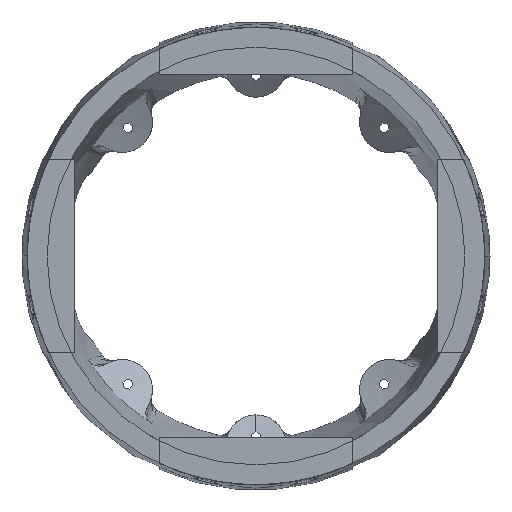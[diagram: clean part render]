
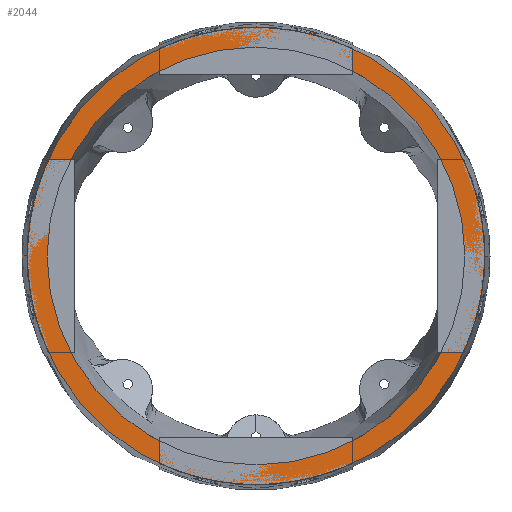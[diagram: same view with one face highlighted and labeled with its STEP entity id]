
A CAD part, front view. The second image highlights one B-rep face of the part: STEP entity #2044.
In plain terms, the highlighted planar face has unit normal (0, -1, 0).
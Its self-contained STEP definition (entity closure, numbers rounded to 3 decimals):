
#167 = CARTESIAN_POINT ( 'NONE',  ( 0., 325., 0. ) ) ;
#323 = AXIS2_PLACEMENT_3D ( 'NONE', #167, #875, #3357 ) ;
#448 = CIRCLE ( 'NONE', #4339, 51.882 ) ;
#610 = AXIS2_PLACEMENT_3D ( 'NONE', #1770, #3078, #6147 ) ;
#708 = AXIS2_PLACEMENT_3D ( 'NONE', #2463, #1795, #6737 ) ;
#875 = DIRECTION ( 'NONE',  ( 0., -1., 0. ) ) ;
#1299 = ORIENTED_EDGE ( 'NONE', *, *, #3348, .F. ) ;
#1381 = FACE_BOUND ( 'NONE', #5741, .T. ) ;
#1703 = ORIENTED_EDGE ( 'NONE', *, *, #3142, .T. ) ;
#1770 = CARTESIAN_POINT ( 'NONE',  ( 0., 325., 0. ) ) ;
#1795 = DIRECTION ( 'NONE',  ( 0., -1., 0. ) ) ;
#1797 = EDGE_CURVE ( 'NONE', #2431, #5505, #1886, .T. ) ;
#1886 = CIRCLE ( 'NONE', #323, 56.893 ) ;
#2044 = ADVANCED_FACE ( 'NONE', ( #4526, #1381 ), #6340, .F. ) ;
#2323 = VERTEX_POINT ( 'NONE', #3899 ) ;
#2431 = VERTEX_POINT ( 'NONE', #4558 ) ;
#2463 = CARTESIAN_POINT ( 'NONE',  ( 0., 325., 0. ) ) ;
#2471 = EDGE_LOOP ( 'NONE', ( #1703, #4015 ) ) ;
#3048 = CIRCLE ( 'NONE', #708, 56.893 ) ;
#3078 = DIRECTION ( 'NONE',  ( 0., -1., 0. ) ) ;
#3142 = EDGE_CURVE ( 'NONE', #5505, #2431, #3048, .T. ) ;
#3348 = EDGE_CURVE ( 'NONE', #2323, #4284, #448, .T. ) ;
#3357 = DIRECTION ( 'NONE',  ( 0., 0., -1. ) ) ;
#3899 = CARTESIAN_POINT ( 'NONE',  ( -51.882, 325., 0. ) ) ;
#3954 = DIRECTION ( 'NONE',  ( 0., 1., 0. ) ) ;
#4015 = ORIENTED_EDGE ( 'NONE', *, *, #1797, .T. ) ;
#4284 = VERTEX_POINT ( 'NONE', #7674 ) ;
#4339 = AXIS2_PLACEMENT_3D ( 'NONE', #5958, #7786, #7824 ) ;
#4405 = CARTESIAN_POINT ( 'NONE',  ( 0., 325., 0. ) ) ;
#4526 = FACE_OUTER_BOUND ( 'NONE', #2471, .T. ) ;
#4558 = CARTESIAN_POINT ( 'NONE',  ( -56.893, 325., 0. ) ) ;
#4937 = ORIENTED_EDGE ( 'NONE', *, *, #7327, .F. ) ;
#5147 = DIRECTION ( 'NONE',  ( 0., 0., 1. ) ) ;
#5505 = VERTEX_POINT ( 'NONE', #7820 ) ;
#5741 = EDGE_LOOP ( 'NONE', ( #4937, #1299 ) ) ;
#5958 = CARTESIAN_POINT ( 'NONE',  ( 0., 325., 0. ) ) ;
#6147 = DIRECTION ( 'NONE',  ( 0., 0., -1. ) ) ;
#6340 = PLANE ( 'NONE',  #7345 ) ;
#6737 = DIRECTION ( 'NONE',  ( 0., 0., -1. ) ) ;
#7248 = CIRCLE ( 'NONE', #610, 51.882 ) ;
#7327 = EDGE_CURVE ( 'NONE', #4284, #2323, #7248, .T. ) ;
#7345 = AXIS2_PLACEMENT_3D ( 'NONE', #4405, #3954, #5147 ) ;
#7674 = CARTESIAN_POINT ( 'NONE',  ( 51.882, 325., 0. ) ) ;
#7786 = DIRECTION ( 'NONE',  ( 0., -1., 0. ) ) ;
#7820 = CARTESIAN_POINT ( 'NONE',  ( 56.893, 325., 0. ) ) ;
#7824 = DIRECTION ( 'NONE',  ( 0., 0., -1. ) ) ;
